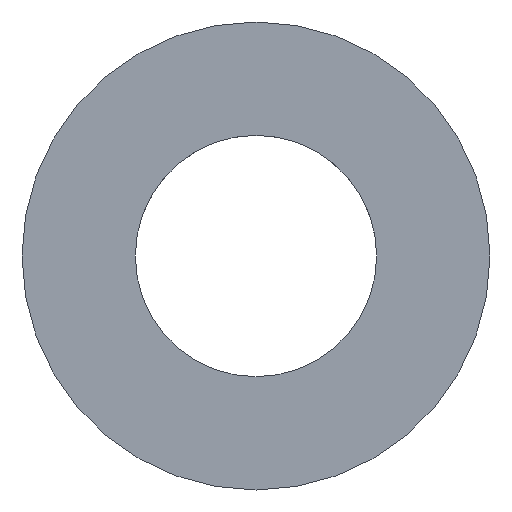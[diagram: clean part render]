
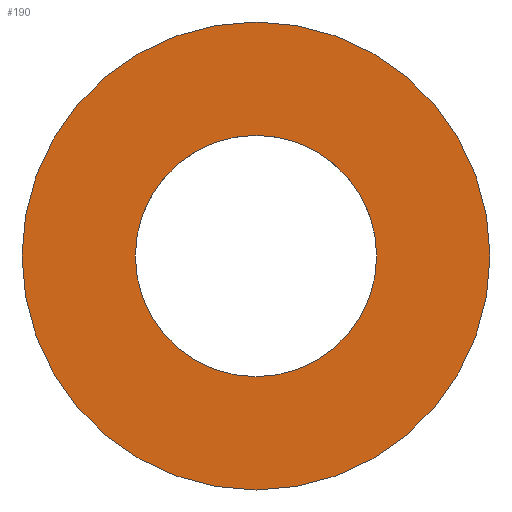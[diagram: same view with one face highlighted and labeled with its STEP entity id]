
A CAD part, front view. The second image highlights one B-rep face of the part: STEP entity #190.
In plain terms, the highlighted planar face has unit normal (0, -1, 0).
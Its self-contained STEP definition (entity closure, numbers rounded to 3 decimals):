
#70=CARTESIAN_POINT('Vertex',(-8.25,0.,0.)) ;
#73=CARTESIAN_POINT('Axis2P3D Location',(0.,0.,0.)) ;
#77=CARTESIAN_POINT('Vertex',(8.25,0.,0.)) ;
#151=CARTESIAN_POINT('Axis2P3D Location',(0.,0.,0.)) ;
#163=CARTESIAN_POINT('Axis2P3D Location',(0.,0.,0.)) ;
#168=CARTESIAN_POINT('Axis2P3D Location',(0.,0.,0.)) ;
#172=CARTESIAN_POINT('Vertex',(16.,0.,0.)) ;
#174=CARTESIAN_POINT('Vertex',(-16.,0.,0.)) ;
#177=CARTESIAN_POINT('Axis2P3D Location',(0.,0.,0.)) ;
#74=DIRECTION('Axis2P3D Direction',(-0.,1.,0.)) ;
#152=DIRECTION('Axis2P3D Direction',(-0.,1.,0.)) ;
#164=DIRECTION('Axis2P3D Direction',(-0.,1.,0.)) ;
#165=DIRECTION('Axis2P3D XDirection',(1.,0.,0.)) ;
#169=DIRECTION('Axis2P3D Direction',(-0.,1.,0.)) ;
#178=DIRECTION('Axis2P3D Direction',(-0.,1.,0.)) ;
#75=AXIS2_PLACEMENT_3D('Circle Axis2P3D',#73,#74,$) ;
#153=AXIS2_PLACEMENT_3D('Circle Axis2P3D',#151,#152,$) ;
#166=AXIS2_PLACEMENT_3D('Plane Axis2P3D',#163,#164,#165) ;
#170=AXIS2_PLACEMENT_3D('Circle Axis2P3D',#168,#169,$) ;
#179=AXIS2_PLACEMENT_3D('Circle Axis2P3D',#177,#178,$) ;
#183=ORIENTED_EDGE('',*,*,#176,.F.) ;
#184=ORIENTED_EDGE('',*,*,#181,.F.) ;
#187=ORIENTED_EDGE('',*,*,#155,.F.) ;
#188=ORIENTED_EDGE('',*,*,#79,.F.) ;
#189=FACE_BOUND('',#186,.T.) ;
#190=ADVANCED_FACE('Body1',(#185,#189),#167,.F.) ;
#76=CIRCLE('generated circle',#75,8.25) ;
#154=CIRCLE('generated circle',#153,8.25) ;
#171=CIRCLE('generated circle',#170,16.) ;
#180=CIRCLE('generated circle',#179,16.) ;
#79=EDGE_CURVE('',#71,#78,#76,.F.) ;
#155=EDGE_CURVE('',#78,#71,#154,.F.) ;
#176=EDGE_CURVE('',#173,#175,#171,.T.) ;
#181=EDGE_CURVE('',#175,#173,#180,.T.) ;
#182=EDGE_LOOP('',(#183,#184)) ;
#186=EDGE_LOOP('',(#187,#188)) ;
#185=FACE_OUTER_BOUND('',#182,.T.) ;
#167=PLANE('',#166) ;
#71=VERTEX_POINT('',#70) ;
#78=VERTEX_POINT('',#77) ;
#173=VERTEX_POINT('',#172) ;
#175=VERTEX_POINT('',#174) ;
